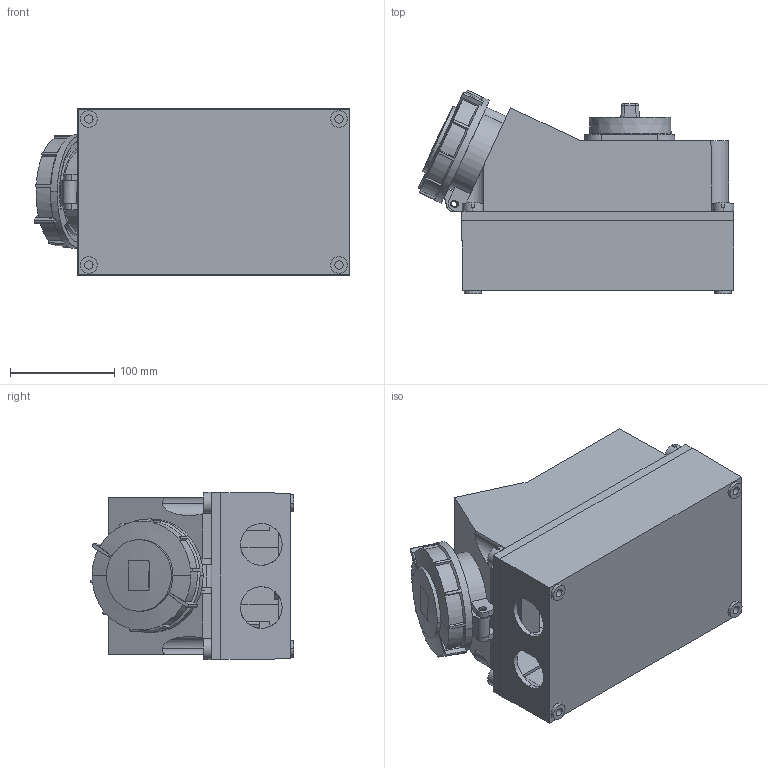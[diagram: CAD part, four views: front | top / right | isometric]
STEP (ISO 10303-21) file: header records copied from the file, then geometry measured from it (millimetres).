
FILE_DESCRIPTION (( 'STEP AP214' ), '1' );
FILE_NAME ('PSR12-063-5-5-67 Ðîçåòêà ñ ìåõ. áëîê. ÑÑÈ-835 63À-6÷ 380Â 3P+PE+N IP67 IEK.STEP', '2025-01-23T13:15:23', ( '' ), ( '' ), 'SwSTEP 2.0', 'SolidWorks 2022', '' );
FILE_SCHEMA (( 'AUTOMOTIVE_DESIGN' ));
Length unit declared in the file: millimetre
Products named in the file (1): PSR12-063-5-5-67 Розетка с мех. блок. ССИ-835 63А-6ч 380В 3P+PE+N IP67 IEK
Bounding box: 303.02 x 195.43 x 160.4 mm (x, y, z)
Volume: 1955367.1 mm3; surface area: 597128.6 mm2
Topology: 3 solids, 6 shells, 858 faces, 2360 edges, 1574 vertices
Faces by surface type: plane 481, cylinder 232, cone 75, bspline 51, torus 14, sphere 5
Entity records: 35093 total; most frequent: CARTESIAN_POINT 13585, ORIENTED_EDGE 4710, DIRECTION 4154, EDGE_CURVE 2355, VERTEX_POINT 1571, AXIS2_PLACEMENT_3D 1442, VECTOR 1270, LINE 1270
